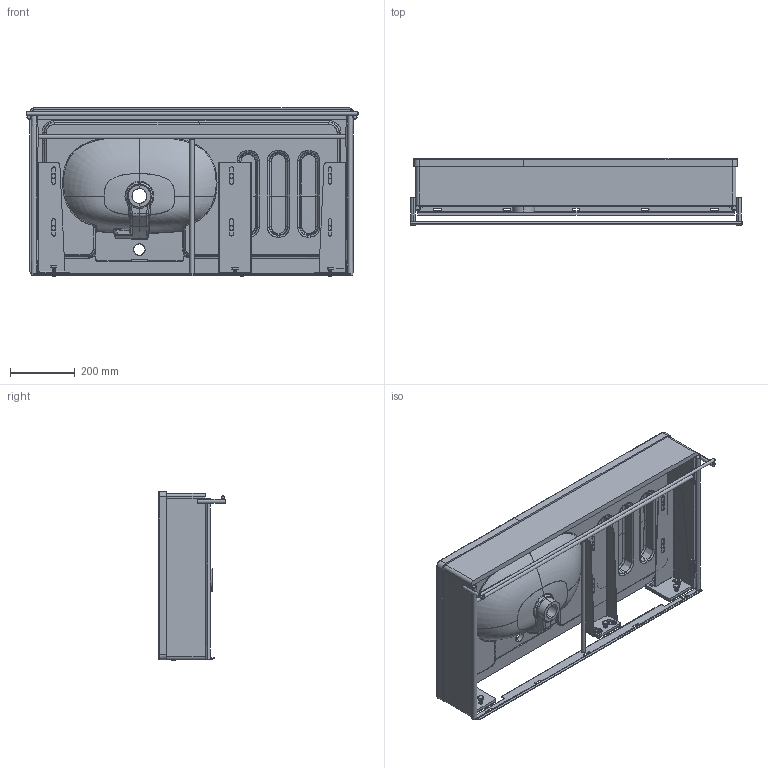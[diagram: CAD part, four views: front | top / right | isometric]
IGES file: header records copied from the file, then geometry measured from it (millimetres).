
Start section: SolidWorks IGES file using analytic representation for surfaces
Global section: file name: 64088_64089_64090_Equal LVU,100cm,Havluluk.IGS; native system: SolidWorks 2020; preprocessor: SolidWorks 2020; author: betul.incukur; date: 210303.145857; units: millimetre
Bounding box: 1026 x 208.01 x 521.04 mm (x, y, z)
Surface area: 2791224 mm2 (no closed solid volume)
Topology: 0 solids, 0 shells, 1214 faces, 16449 edges, 16454 vertices
Faces by surface type: bspline 764, revolution 450
